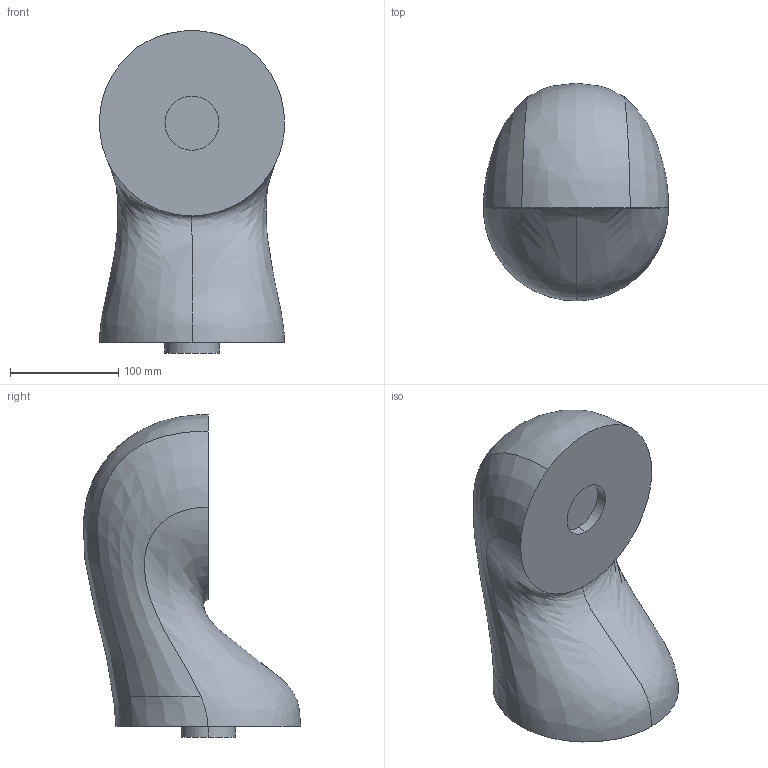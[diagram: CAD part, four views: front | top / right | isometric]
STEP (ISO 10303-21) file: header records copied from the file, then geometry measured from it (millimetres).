
FILE_DESCRIPTION (( 'STEP AP203' ), '1' );
FILE_NAME ('2_Default_sldprt.STEP', '2020-01-09T23:20:49', ( '' ), ( '' ), 'SwSTEP 2.0', 'SolidWorks 2019', '' );
FILE_SCHEMA (( 'CONFIG_CONTROL_DESIGN' ));
Length unit declared in the file: millimetre
Products named in the file (1): 2_Default_sldprt
Bounding box: 170.98 x 200.77 x 297.91 mm (x, y, z)
Volume: 4108815.2 mm3; surface area: 164651.6 mm2
Topology: 1 solids, 1 shells, 15 faces, 33 edges, 22 vertices
Faces by surface type: bspline 7, cylinder 4, plane 4
Entity records: 3852 total; most frequent: CARTESIAN_POINT 3494, ORIENTED_EDGE 66, DIRECTION 38, EDGE_CURVE 33, VERTEX_POINT 22, B_SPLINE_CURVE_WITH_KNOTS 21, AXIS2_PLACEMENT_3D 17, EDGE_LOOP 17
